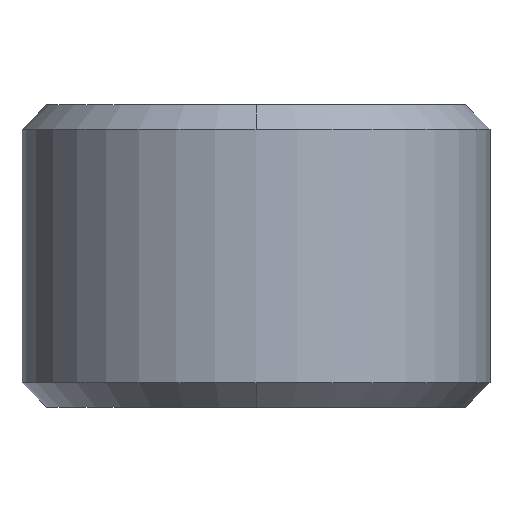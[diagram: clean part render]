
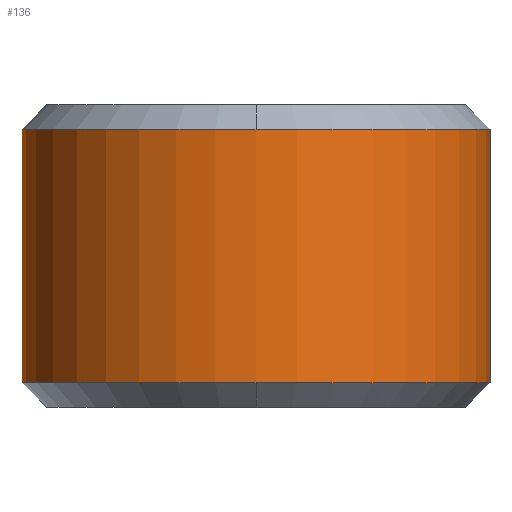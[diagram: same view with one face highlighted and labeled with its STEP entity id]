
A CAD part, left-side view. The second image highlights one B-rep face of the part: STEP entity #136.
In plain terms, the highlighted cylindrical face has radius 12 mm (diameter 24 mm), a partial arc.
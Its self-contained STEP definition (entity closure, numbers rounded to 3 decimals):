
#136 = ADVANCED_FACE( '', ( #269 ), #270, .T. );
#269 = FACE_OUTER_BOUND( '', #403, .T. );
#270 = CYLINDRICAL_SURFACE( '', #404, 12. );
#403 = EDGE_LOOP( '', ( #879, #880, #881, #882, #883, #884 ) );
#404 = AXIS2_PLACEMENT_3D( '', #885, #886, #887 );
#879 = ORIENTED_EDGE( '', *, *, #1038, .T. );
#880 = ORIENTED_EDGE( '', *, *, #909, .T. );
#881 = ORIENTED_EDGE( '', *, *, #1032, .F. );
#882 = ORIENTED_EDGE( '', *, *, #915, .F. );
#883 = ORIENTED_EDGE( '', *, *, #1022, .F. );
#884 = ORIENTED_EDGE( '', *, *, #1042, .T. );
#885 = CARTESIAN_POINT( '', ( 0., 0., 6.5 ) );
#886 = DIRECTION( '', ( 0., 0., 1. ) );
#887 = DIRECTION( '', ( 0., 1., 0. ) );
#909 = EDGE_CURVE( '', #1064, #1072, #1074, .T. );
#915 = EDGE_CURVE( '', #1083, #1086, #1087, .T. );
#1022 = EDGE_CURVE( '', #1259, #1083, #1261, .T. );
#1032 = EDGE_CURVE( '', #1086, #1072, #1274, .T. );
#1038 = EDGE_CURVE( '', #1277, #1064, #1281, .T. );
#1042 = EDGE_CURVE( '', #1259, #1277, #1285, .T. );
#1064 = VERTEX_POINT( '', #1346 );
#1072 = VERTEX_POINT( '', #1364 );
#1074 = CIRCLE( '', #1366, 12. );
#1083 = VERTEX_POINT( '', #1385 );
#1086 = VERTEX_POINT( '', #1389 );
#1087 = CIRCLE( '', #1390, 12. );
#1259 = VERTEX_POINT( '', #1664 );
#1261 = CIRCLE( '', #1666, 12. );
#1274 = LINE( '', #1703, #1704 );
#1277 = VERTEX_POINT( '', #1709 );
#1281 = CIRCLE( '', #1714, 12. );
#1285 = LINE( '', #1728, #1729 );
#1346 = CARTESIAN_POINT( '', ( -12., 0., -6.5 ) );
#1364 = CARTESIAN_POINT( '', ( 0., -12., -6.5 ) );
#1366 = AXIS2_PLACEMENT_3D( '', #1752, #1753, #1754 );
#1385 = CARTESIAN_POINT( '', ( -12., 0., 6.5 ) );
#1389 = CARTESIAN_POINT( '', ( 0., -12., 6.5 ) );
#1390 = AXIS2_PLACEMENT_3D( '', #1763, #1764, #1765 );
#1664 = CARTESIAN_POINT( '', ( 0., 12., 6.5 ) );
#1666 = AXIS2_PLACEMENT_3D( '', #1957, #1958, #1959 );
#1703 = CARTESIAN_POINT( '', ( 0., -12., 6.5 ) );
#1704 = VECTOR( '', #1969, 1. );
#1709 = CARTESIAN_POINT( '', ( 0., 12., -6.5 ) );
#1714 = AXIS2_PLACEMENT_3D( '', #1979, #1980, #1981 );
#1728 = CARTESIAN_POINT( '', ( 0., 12., 6.5 ) );
#1729 = VECTOR( '', #1986, 1. );
#1752 = CARTESIAN_POINT( '', ( 0., 0., -6.5 ) );
#1753 = DIRECTION( '', ( 0., 0., 1. ) );
#1754 = DIRECTION( '', ( 0., 1., 0. ) );
#1763 = CARTESIAN_POINT( '', ( 0., 0., 6.5 ) );
#1764 = DIRECTION( '', ( 0., 0., 1. ) );
#1765 = DIRECTION( '', ( 0., 1., 0. ) );
#1957 = CARTESIAN_POINT( '', ( 0., 0., 6.5 ) );
#1958 = DIRECTION( '', ( 0., 0., 1. ) );
#1959 = DIRECTION( '', ( 0., 1., 0. ) );
#1969 = DIRECTION( '', ( 0., 0., -1. ) );
#1979 = CARTESIAN_POINT( '', ( 0., 0., -6.5 ) );
#1980 = DIRECTION( '', ( 0., 0., 1. ) );
#1981 = DIRECTION( '', ( 0., 1., 0. ) );
#1986 = DIRECTION( '', ( 0., 0., -1. ) );
